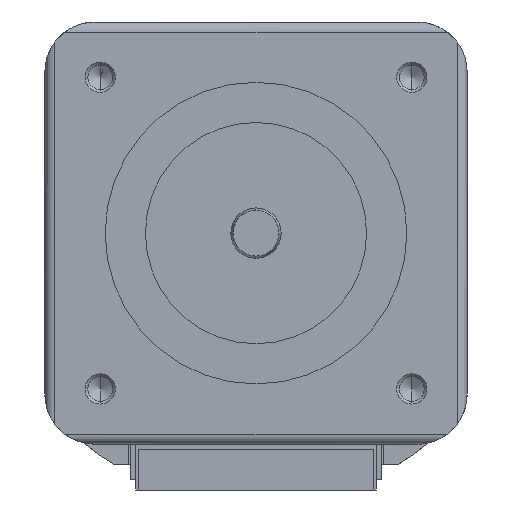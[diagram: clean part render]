
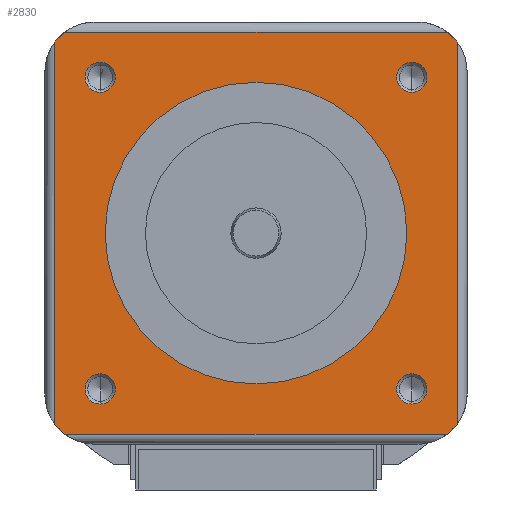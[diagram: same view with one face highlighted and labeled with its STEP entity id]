
A CAD part, left-side view. The second image highlights one B-rep face of the part: STEP entity #2830.
In plain terms, the highlighted planar face has unit normal (-1, 0, 0).
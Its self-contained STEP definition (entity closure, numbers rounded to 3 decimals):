
#2324=CARTESIAN_POINT('POINT3423',(0.,19.,
   -20.));
#2325=VERTEX_POINT('VERTEX3423',#2324);
#2339=CARTESIAN_POINT('POINT3424',(0.,20.,
   -19.));
#2340=VERTEX_POINT('VERTEX3424',#2339);
#2341=CARTESIAN_POINT('POS5295',(0.,16.,
   -16.));
#2342=DIRECTION('DIR8040',(-1.,0.,0.));
#2343=DIRECTION('DIR8041',(0.,1.,
   0.));
#2344=AXIS2_PLACEMENT_3D('AXIS2746',#2341,#2342,#2343);
#2345=CIRCLE('ELLIPSE1375',#2344,5.);
#2346=EDGE_CURVE('EDGE5150',#2340,#2325,#2345,.T.);
#2372=CARTESIAN_POINT('POINT3425',(0.,20.,
   19.));
#2373=VERTEX_POINT('VERTEX3425',#2372);
#2389=CARTESIAN_POINT('POS5297',(0.,20.,
   -21.));
#2390=DIRECTION('DIR8044',(0.,0.,-1.));
#2391=VECTOR('VEC2550',#2390,1.);
#2392=LINE('STRAIGHT2550',#2389,#2391);
#2393=EDGE_CURVE('EDGE5153',#2373,#2340,#2392,.T.);
#2403=CARTESIAN_POINT('POINT3426',(0.,19.,
   20.));
#2404=VERTEX_POINT('VERTEX3426',#2403);
#2422=CARTESIAN_POINT('POS5299',(0.,16.,
   16.));
#2423=DIRECTION('DIR8047',(-1.,0.,0.));
#2424=DIRECTION('DIR8048',(0.,0.,
   1.));
#2425=AXIS2_PLACEMENT_3D('AXIS2749',#2422,#2423,#2424);
#2426=CIRCLE('ELLIPSE1376',#2425,5.);
#2427=EDGE_CURVE('EDGE5155',#2404,#2373,#2426,.T.);
#2438=CARTESIAN_POINT('POINT3427',(0.,-19.,
   20.));
#2439=VERTEX_POINT('VERTEX3427',#2438);
#2440=CARTESIAN_POINT('POS5301',(0.,21.,
   20.));
#2441=DIRECTION('DIR8051',(0.,1.,0.));
#2442=VECTOR('VEC2551',#2441,1.);
#2443=LINE('STRAIGHT2551',#2440,#2442);
#2444=EDGE_CURVE('EDGE5156',#2439,#2404,#2443,.T.);
#2468=CARTESIAN_POINT('POINT3428',(0.,-20.,
   19.));
#2469=VERTEX_POINT('VERTEX3428',#2468);
#2487=CARTESIAN_POINT('POS5303',(0.,-16.,
   16.));
#2488=DIRECTION('DIR8054',(-1.,0.,0.));
#2489=DIRECTION('DIR8055',(0.,-1.,
   0.));
#2490=AXIS2_PLACEMENT_3D('AXIS2752',#2487,#2488,#2489);
#2491=CIRCLE('ELLIPSE1377',#2490,5.);
#2492=EDGE_CURVE('EDGE5159',#2469,#2439,#2491,.T.);
#2503=CARTESIAN_POINT('POINT3429',(0.,-20.,
   -19.));
#2504=VERTEX_POINT('VERTEX3429',#2503);
#2505=CARTESIAN_POINT('POS5305',(0.,-20.,
   21.));
#2506=DIRECTION('DIR8058',(0.,0.,1.));
#2507=VECTOR('VEC2552',#2506,1.);
#2508=LINE('STRAIGHT2552',#2505,#2507);
#2509=EDGE_CURVE('EDGE5160',#2504,#2469,#2508,.T.);
#2533=CARTESIAN_POINT('POINT3430',(0.,-19.,
   -20.));
#2534=VERTEX_POINT('VERTEX3430',#2533);
#2552=CARTESIAN_POINT('POS5307',(0.,-16.,
   -16.));
#2553=DIRECTION('DIR8061',(-1.,0.,0.));
#2554=DIRECTION('DIR8062',(0.,0.,-1.));
#2555=AXIS2_PLACEMENT_3D('AXIS2755',#2552,#2553,#2554);
#2556=CIRCLE('ELLIPSE1378',#2555,5.);
#2557=EDGE_CURVE('EDGE5163',#2534,#2504,#2556,.T.);
#2568=CARTESIAN_POINT('POS5309',(0.,-21.,
   -20.));
#2569=DIRECTION('DIR8065',(0.,-1.,0.));
#2570=VECTOR('VEC2553',#2569,1.);
#2571=LINE('STRAIGHT2553',#2568,#2570);
#2572=EDGE_CURVE('EDGE5164',#2325,#2534,#2571,.T.);
#2584=CARTESIAN_POINT('POINT3431',(0.,15.5,
   -14.));
#2585=VERTEX_POINT('VERTEX3431',#2584);
#2592=CARTESIAN_POINT('POINT3432',(0.,15.5,
   -17.));
#2593=VERTEX_POINT('VERTEX3432',#2592);
#2594=CARTESIAN_POINT('POS5312',(0.,15.5,
   -15.5));
#2595=DIRECTION('DIR8069',(1.,0.,0.));
#2596=DIRECTION('DIR8070',(0.,0.,1.));
#2597=AXIS2_PLACEMENT_3D('AXIS2758',#2594,#2595,#2596);
#2598=CIRCLE('ELLIPSE1379',#2597,1.5);
#2599=EDGE_CURVE('EDGE5166',#2593,#2585,#2598,.T.);
#2619=EDGE_CURVE('EDGE5168',#2585,#2593,#2598,.T.);
#2624=CARTESIAN_POINT('POINT3433',(0.,-15.5,
   -14.));
#2625=VERTEX_POINT('VERTEX3433',#2624);
#2632=CARTESIAN_POINT('POINT3434',(0.,-15.5,
   -17.));
#2633=VERTEX_POINT('VERTEX3434',#2632);
#2634=CARTESIAN_POINT('POS5316',(0.,-15.5,
   -15.5));
#2635=DIRECTION('DIR8075',(1.,0.,0.));
#2636=DIRECTION('DIR8076',(0.,0.,1.));
#2637=AXIS2_PLACEMENT_3D('AXIS2760',#2634,#2635,#2636);
#2638=CIRCLE('ELLIPSE1380',#2637,1.5);
#2639=EDGE_CURVE('EDGE5170',#2633,#2625,#2638,.T.);
#2659=EDGE_CURVE('EDGE5172',#2625,#2633,#2638,.T.);
#2664=CARTESIAN_POINT('POINT3435',(0.,15.5,
   17.));
#2665=VERTEX_POINT('VERTEX3435',#2664);
#2672=CARTESIAN_POINT('POINT3436',(0.,15.5,
   14.));
#2673=VERTEX_POINT('VERTEX3436',#2672);
#2674=CARTESIAN_POINT('POS5320',(0.,15.5,
   15.5));
#2675=DIRECTION('DIR8081',(1.,0.,0.));
#2676=DIRECTION('DIR8082',(0.,0.,1.));
#2677=AXIS2_PLACEMENT_3D('AXIS2762',#2674,#2675,#2676);
#2678=CIRCLE('ELLIPSE1381',#2677,1.5);
#2679=EDGE_CURVE('EDGE5174',#2673,#2665,#2678,.T.);
#2699=EDGE_CURVE('EDGE5176',#2665,#2673,#2678,.T.);
#2704=CARTESIAN_POINT('POINT3437',(0.,-15.5,
   17.));
#2705=VERTEX_POINT('VERTEX3437',#2704);
#2712=CARTESIAN_POINT('POINT3438',(0.,-15.5,
   14.));
#2713=VERTEX_POINT('VERTEX3438',#2712);
#2714=CARTESIAN_POINT('POS5324',(0.,-15.5,
   15.5));
#2715=DIRECTION('DIR8087',(1.,0.,0.));
#2716=DIRECTION('DIR8088',(0.,0.,1.));
#2717=AXIS2_PLACEMENT_3D('AXIS2764',#2714,#2715,#2716);
#2718=CIRCLE('ELLIPSE1382',#2717,1.5);
#2719=EDGE_CURVE('EDGE5178',#2713,#2705,#2718,.T.);
#2739=EDGE_CURVE('EDGE5180',#2705,#2713,#2718,.T.);
#2784=CARTESIAN_POINT('POINT3441',(0.,0.,
   -15.));
#2785=VERTEX_POINT('VERTEX3441',#2784);
#2786=CARTESIAN_POINT('POINT3442',(0.,
   0.,15.));
#2787=VERTEX_POINT('VERTEX3442',#2786);
#2788=CARTESIAN_POINT('POS5331',(0.,0.,0.));
#2789=DIRECTION('DIR8098',(1.,0.,0.));
#2790=DIRECTION('DIR8099',(0.,0.,-1.));
#2791=AXIS2_PLACEMENT_3D('AXIS2768',#2788,#2789,#2790);
#2792=CIRCLE('ELLIPSE1384',#2791,15.);
#2793=EDGE_CURVE('EDGE5185',#2785,#2787,#2792,.T.);
#2794=ORIENTED_EDGE('COEDGE10351',*,*,#2793,.T.);
#2795=EDGE_CURVE('EDGE5186',#2787,#2785,#2792,.T.);
#2796=ORIENTED_EDGE('COEDGE10352',*,*,#2795,.T.);
#2797=EDGE_LOOP('NONE',(#2794,#2796));
#2798=FACE_BOUND('LOOP1',#2797,.T.);
#2799=ORIENTED_EDGE('COEDGE10353',*,*,#2739,.T.);
#2800=ORIENTED_EDGE('COEDGE10354',*,*,#2719,.T.);
#2801=EDGE_LOOP('NONE',(#2799,#2800));
#2802=FACE_BOUND('LOOP1',#2801,.T.);
#2803=ORIENTED_EDGE('COEDGE10355',*,*,#2699,.T.);
#2804=ORIENTED_EDGE('COEDGE10356',*,*,#2679,.T.);
#2805=EDGE_LOOP('NONE',(#2803,#2804));
#2806=FACE_BOUND('LOOP1',#2805,.T.);
#2807=ORIENTED_EDGE('COEDGE10357',*,*,#2659,.T.);
#2808=ORIENTED_EDGE('COEDGE10358',*,*,#2639,.T.);
#2809=EDGE_LOOP('NONE',(#2807,#2808));
#2810=FACE_BOUND('LOOP1',#2809,.T.);
#2811=ORIENTED_EDGE('COEDGE10359',*,*,#2619,.T.);
#2812=ORIENTED_EDGE('COEDGE10360',*,*,#2599,.T.);
#2813=EDGE_LOOP('NONE',(#2811,#2812));
#2814=FACE_BOUND('LOOP1',#2813,.T.);
#2815=ORIENTED_EDGE('COEDGE10361',*,*,#2572,.T.);
#2816=ORIENTED_EDGE('COEDGE10362',*,*,#2557,.T.);
#2817=ORIENTED_EDGE('COEDGE10363',*,*,#2509,.T.);
#2818=ORIENTED_EDGE('COEDGE10364',*,*,#2492,.T.);
#2819=ORIENTED_EDGE('COEDGE10365',*,*,#2444,.T.);
#2820=ORIENTED_EDGE('COEDGE10366',*,*,#2427,.T.);
#2821=ORIENTED_EDGE('COEDGE10367',*,*,#2393,.T.);
#2822=ORIENTED_EDGE('COEDGE10368',*,*,#2346,.T.);
#2823=EDGE_LOOP('NONE',(#2815,#2816,#2817,#2818,#2819,#2820,#2821,#2822)
   );
#2824=FACE_BOUND('LOOP1',#2823,.T.);
#2825=CARTESIAN_POINT('POS5332',(0.,
   0.,0.));
#2826=DIRECTION('DIR8100',(1.,0.,0.));
#2827=DIRECTION('DIR8101',(0.,1.,0.));
#2828=AXIS2_PLACEMENT_3D('AXIS2769',#2825,#2826,#2827);
#2829=PLANE('PLANE751',#2828);
#2830=ADVANCED_FACE('FACE2014',(#2798,#2802,#2806,#2810,#2814,#2824),
   #2829,.F.);
